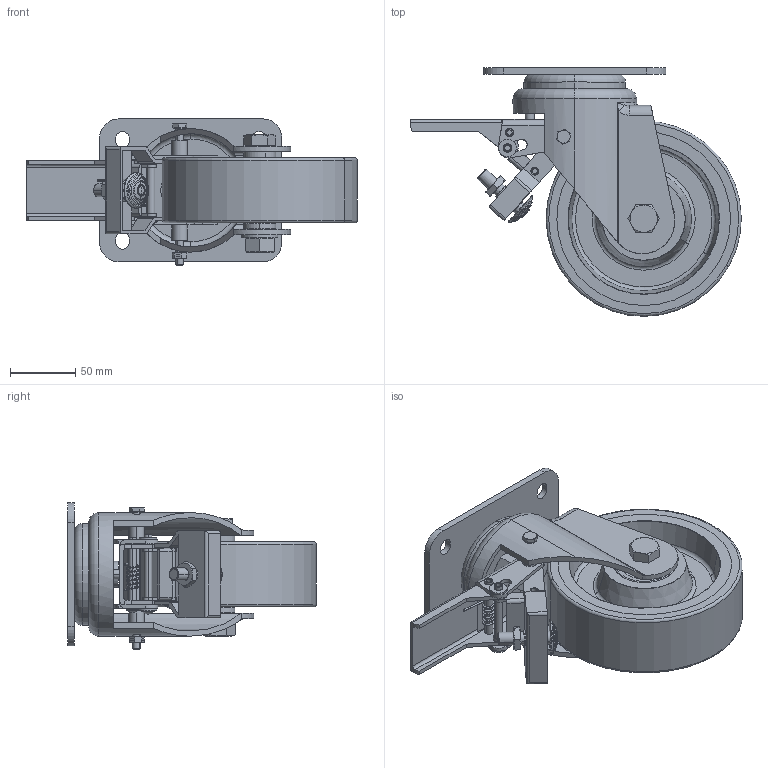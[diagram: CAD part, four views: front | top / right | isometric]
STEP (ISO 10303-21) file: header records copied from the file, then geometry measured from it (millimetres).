
FILE_DESCRIPTION (( 'STEP AP214' ), '1' );
FILE_NAME ('0012040.step', '2024-03-01T11:43:45', ( '' ), ( '' ), 'SwSTEP 2.0', 'SolidWorks 2020', '' );
FILE_SCHEMA (( 'AUTOMOTIVE_DESIGN' ));
Length unit declared in the file: millimetre
Products named in the file (1): 0012040
Bounding box: 254.06 x 191 x 112.5 mm (x, y, z)
Surface area: 318820.6 mm2 (no closed solid volume)
Topology: 0 solids, 40 shells, 737 faces, 1763 edges, 1122 vertices
Faces by surface type: cylinder 267, plane 257, cone 100, torus 69, bspline 44
Entity records: 36575 total; most frequent: CARTESIAN_POINT 10816, DIRECTION 3691, ORIENTED_EDGE 3506, EDGE_CURVE 1761, AXIS2_PLACEMENT_3D 1489, VERTEX_POINT 1122, EDGE_LOOP 867, CIRCLE 795
